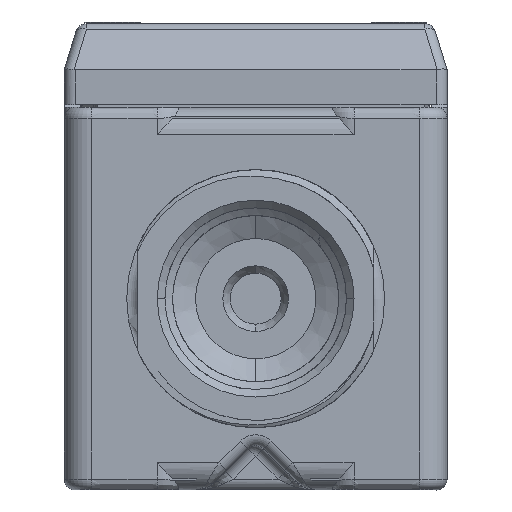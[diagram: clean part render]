
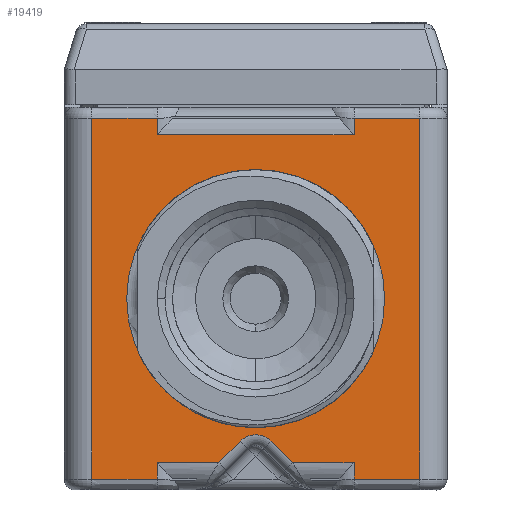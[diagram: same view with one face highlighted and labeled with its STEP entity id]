
A CAD part, front view. The second image highlights one B-rep face of the part: STEP entity #19419.
In plain terms, the highlighted planar face has unit normal (0, -1, 0).
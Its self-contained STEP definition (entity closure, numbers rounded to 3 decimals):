
#1=CARTESIAN_POINT('',(-19.045,-59.44,20.955));
#2=CARTESIAN_POINT('',(-18.521,-59.44,20.955));
#3=CARTESIAN_POINT('',(-17.509,-59.44,20.955));
#4=CARTESIAN_POINT('',(-16.1,-59.44,20.955));
#5=CARTESIAN_POINT('',(-14.789,-59.44,20.955));
#6=CARTESIAN_POINT('',(-13.573,-59.44,20.955));
#7=CARTESIAN_POINT('',(-12.448,-59.44,20.956));
#8=CARTESIAN_POINT('',(-11.759,-59.44,20.953));
#9=CARTESIAN_POINT('',(-11.43,-59.44,20.955));
#11=DIRECTION('',(0.,0.,-1.));
#12=VECTOR('',#11,1.91);
#13=CARTESIAN_POINT('',(-11.43,-59.44,20.955));
#14=LINE('',#13,#12);
#15=DIRECTION('',(0.,0.,-1.));
#16=VECTOR('',#15,1.91);
#17=CARTESIAN_POINT('',(11.43,-59.44,20.955));
#18=LINE('',#17,#16);
#19=CARTESIAN_POINT('',(11.43,-59.44,20.955));
#20=CARTESIAN_POINT('',(11.759,-59.44,20.953));
#21=CARTESIAN_POINT('',(12.448,-59.44,20.956));
#22=CARTESIAN_POINT('',(13.574,-59.44,20.955));
#23=CARTESIAN_POINT('',(14.79,-59.44,20.955));
#24=CARTESIAN_POINT('',(16.1,-59.44,20.955));
#25=CARTESIAN_POINT('',(17.509,-59.44,20.955));
#26=CARTESIAN_POINT('',(18.521,-59.44,20.955));
#27=CARTESIAN_POINT('',(19.045,-59.44,20.955));
#29=CARTESIAN_POINT('',(19.045,-59.44,-20.955));
#30=CARTESIAN_POINT('',(18.521,-59.44,-20.955));
#31=CARTESIAN_POINT('',(17.509,-59.44,-20.955));
#32=CARTESIAN_POINT('',(16.1,-59.44,-20.955));
#33=CARTESIAN_POINT('',(14.79,-59.44,-20.955));
#34=CARTESIAN_POINT('',(13.574,-59.44,-20.955));
#35=CARTESIAN_POINT('',(12.447,-59.44,-20.956));
#36=CARTESIAN_POINT('',(11.759,-59.44,-20.953));
#37=CARTESIAN_POINT('',(11.43,-59.44,-20.955));
#39=DIRECTION('',(0.,0.,-1.));
#40=VECTOR('',#39,1.91);
#41=CARTESIAN_POINT('',(11.43,-59.44,-19.045));
#42=LINE('',#41,#40);
#43=DIRECTION('',(0.,0.,-1.));
#44=VECTOR('',#43,1.91);
#45=CARTESIAN_POINT('',(-11.43,-59.44,-19.045));
#46=LINE('',#45,#44);
#47=CARTESIAN_POINT('',(-11.43,-59.44,-20.955));
#48=CARTESIAN_POINT('',(-11.759,-59.44,-20.953));
#49=CARTESIAN_POINT('',(-12.448,-59.44,-20.956));
#50=CARTESIAN_POINT('',(-13.573,-59.44,-20.955));
#51=CARTESIAN_POINT('',(-14.789,-59.44,-20.955));
#52=CARTESIAN_POINT('',(-16.1,-59.44,-20.955));
#53=CARTESIAN_POINT('',(-17.509,-59.44,-20.955));
#54=CARTESIAN_POINT('',(-18.521,-59.44,-20.955));
#55=CARTESIAN_POINT('',(-19.045,-59.44,-20.955));
#57=DIRECTION('',(0.,0.,1.));
#58=VECTOR('',#57,41.91);
#59=CARTESIAN_POINT('',(-19.045,-59.44,-20.955));
#60=LINE('',#59,#58);
#61=CARTESIAN_POINT('',(0.,-59.44,0.));
#62=DIRECTION('',(0.,-1.,0.));
#63=DIRECTION('',(0.,0.,-1.));
#64=AXIS2_PLACEMENT_3D('',#61,#62,#63);
#66=CARTESIAN_POINT('',(0.,-59.44,0.));
#67=DIRECTION('',(0.,-1.,0.));
#68=DIRECTION('',(0.,0.,1.));
#69=AXIS2_PLACEMENT_3D('',#66,#67,#68);
#5294=DIRECTION('',(1.,0.,0.));
#5295=VECTOR('',#5294,7.142);
#5296=CARTESIAN_POINT('',(-11.43,-59.44,-19.045));
#5297=LINE('',#5296,#5295);
#5333=CARTESIAN_POINT('',(-4.288,-59.44,-19.045));
#5402=CARTESIAN_POINT('',(0.,-59.44,-18.349));
#5403=DIRECTION('',(0.,1.,0.));
#5404=DIRECTION('',(-0.707,0.,0.707));
#5405=AXIS2_PLACEMENT_3D('',#5402,#5403,#5404);
#5407=DIRECTION('',(0.707,0.,0.707));
#5408=VECTOR('',#5407,3.525);
#5409=CARTESIAN_POINT('',(-4.288,-59.44,-19.045));
#5410=LINE('',#5409,#5408);
#5420=DIRECTION('',(-0.707,0.,0.707));
#5421=VECTOR('',#5420,3.525);
#5422=CARTESIAN_POINT('',(4.288,-59.44,-19.045));
#5423=LINE('',#5422,#5421);
#5584=DIRECTION('',(1.,0.,0.));
#5585=VECTOR('',#5584,7.142);
#5586=CARTESIAN_POINT('',(4.288,-59.44,-19.045));
#5587=LINE('',#5586,#5585);
#5693=DIRECTION('',(0.,0.,1.));
#5694=VECTOR('',#5693,41.91);
#5695=CARTESIAN_POINT('',(19.045,-59.44,-20.955));
#5696=LINE('',#5695,#5694);
#5975=DIRECTION('',(-1.,0.,0.));
#5976=VECTOR('',#5975,22.86);
#5977=CARTESIAN_POINT('',(11.43,-59.44,19.045));
#5978=LINE('',#5977,#5976);
#17206=CARTESIAN_POINT('',(0.,-59.44,-14.985));
#17207=CARTESIAN_POINT('',(0.,-59.44,14.985));
#17208=VERTEX_POINT('',#17206);
#17209=VERTEX_POINT('',#17207);
#17274=VERTEX_POINT('',#5333);
#17275=CARTESIAN_POINT('',(-1.796,-59.44,-16.553));
#17276=VERTEX_POINT('',#17275);
#17281=CARTESIAN_POINT('',(1.796,-59.44,-16.553));
#17282=VERTEX_POINT('',#17281);
#17283=CARTESIAN_POINT('',(4.288,-59.44,-19.045));
#17284=VERTEX_POINT('',#17283);
#17466=CARTESIAN_POINT('',(19.045,-59.44,20.955));
#17467=VERTEX_POINT('',#17466);
#17470=VERTEX_POINT('',#1);
#17471=VERTEX_POINT('',#9);
#17473=VERTEX_POINT('',#19);
#17486=CARTESIAN_POINT('',(-19.045,-59.44,-20.955));
#17487=VERTEX_POINT('',#17486);
#17490=VERTEX_POINT('',#29);
#17491=VERTEX_POINT('',#37);
#17493=VERTEX_POINT('',#47);
#17500=CARTESIAN_POINT('',(-11.43,-59.44,19.045));
#17501=VERTEX_POINT('',#17500);
#17580=CARTESIAN_POINT('',(11.43,-59.44,19.045));
#17581=VERTEX_POINT('',#17580);
#17584=CARTESIAN_POINT('',(-11.43,-59.44,-19.045));
#17585=VERTEX_POINT('',#17584);
#17586=CARTESIAN_POINT('',(11.43,-59.44,-19.045));
#17587=VERTEX_POINT('',#17586);
#19374=CARTESIAN_POINT('',(0.,-59.44,0.));
#19375=DIRECTION('',(0.,1.,0.));
#19376=DIRECTION('',(1.,0.,0.));
#19377=AXIS2_PLACEMENT_3D('',#19374,#19375,#19376);
#19378=PLANE('',#19377);
#19380=ORIENTED_EDGE('',*,*,#19379,.T.);
#19382=ORIENTED_EDGE('',*,*,#19381,.T.);
#19384=ORIENTED_EDGE('',*,*,#19383,.F.);
#19386=ORIENTED_EDGE('',*,*,#19385,.F.);
#19388=ORIENTED_EDGE('',*,*,#19387,.T.);
#19390=ORIENTED_EDGE('',*,*,#19389,.F.);
#19392=ORIENTED_EDGE('',*,*,#19391,.T.);
#19394=ORIENTED_EDGE('',*,*,#19393,.F.);
#19396=ORIENTED_EDGE('',*,*,#19395,.F.);
#19398=ORIENTED_EDGE('',*,*,#19397,.T.);
#19400=ORIENTED_EDGE('',*,*,#19399,.F.);
#19402=ORIENTED_EDGE('',*,*,#19401,.F.);
#19404=ORIENTED_EDGE('',*,*,#19403,.F.);
#19406=ORIENTED_EDGE('',*,*,#19405,.T.);
#19408=ORIENTED_EDGE('',*,*,#19407,.T.);
#19410=ORIENTED_EDGE('',*,*,#19409,.T.);
#19411=EDGE_LOOP('',(#19380,#19382,#19384,#19386,#19388,#19390,#19392,#19394,
#19396,#19398,#19400,#19402,#19404,#19406,#19408,#19410));
#19412=FACE_OUTER_BOUND('',#19411,.F.);
#19414=ORIENTED_EDGE('',*,*,#19413,.T.);
#19416=ORIENTED_EDGE('',*,*,#19415,.T.);
#19417=EDGE_LOOP('',(#19414,#19416));
#19418=FACE_BOUND('',#19417,.F.);
#19419=ADVANCED_FACE('',(#19412,#19418),#19378,.F.);
#10=B_SPLINE_CURVE_WITH_KNOTS('',3,(#1,#2,#3,#4,#5,#6,#7,#8,#9),.UNSPECIFIED.,
.F.,.F.,(4,1,1,1,1,1,4),(0.,0.167,0.333,0.5,
0.667,0.833,1.),.UNSPECIFIED.);
#28=B_SPLINE_CURVE_WITH_KNOTS('',3,(#19,#20,#21,#22,#23,#24,#25,#26,#27),
.UNSPECIFIED.,.F.,.F.,(4,1,1,1,1,1,4),(0.,0.167,0.333,
0.5,0.667,0.833,1.),.UNSPECIFIED.);
#38=B_SPLINE_CURVE_WITH_KNOTS('',3,(#29,#30,#31,#32,#33,#34,#35,#36,#37),
.UNSPECIFIED.,.F.,.F.,(4,1,1,1,1,1,4),(0.,0.167,0.333,
0.5,0.667,0.833,1.),.UNSPECIFIED.);
#56=B_SPLINE_CURVE_WITH_KNOTS('',3,(#47,#48,#49,#50,#51,#52,#53,#54,#55),
.UNSPECIFIED.,.F.,.F.,(4,1,1,1,1,1,4),(0.,0.167,0.333,
0.5,0.667,0.833,1.),.UNSPECIFIED.);
#65=CIRCLE('',#64,14.985);
#70=CIRCLE('',#69,14.985);
#5406=CIRCLE('',#5405,2.54);
#19379=EDGE_CURVE('',#17470,#17471,#10,.T.);
#19381=EDGE_CURVE('',#17471,#17501,#14,.T.);
#19383=EDGE_CURVE('',#17581,#17501,#5978,.T.);
#19385=EDGE_CURVE('',#17473,#17581,#18,.T.);
#19387=EDGE_CURVE('',#17473,#17467,#28,.T.);
#19389=EDGE_CURVE('',#17490,#17467,#5696,.T.);
#19391=EDGE_CURVE('',#17490,#17491,#38,.T.);
#19393=EDGE_CURVE('',#17587,#17491,#42,.T.);
#19395=EDGE_CURVE('',#17284,#17587,#5587,.T.);
#19397=EDGE_CURVE('',#17284,#17282,#5423,.T.);
#19399=EDGE_CURVE('',#17276,#17282,#5406,.T.);
#19401=EDGE_CURVE('',#17274,#17276,#5410,.T.);
#19403=EDGE_CURVE('',#17585,#17274,#5297,.T.);
#19405=EDGE_CURVE('',#17585,#17493,#46,.T.);
#19407=EDGE_CURVE('',#17493,#17487,#56,.T.);
#19409=EDGE_CURVE('',#17487,#17470,#60,.T.);
#19413=EDGE_CURVE('',#17208,#17209,#65,.T.);
#19415=EDGE_CURVE('',#17209,#17208,#70,.T.);
